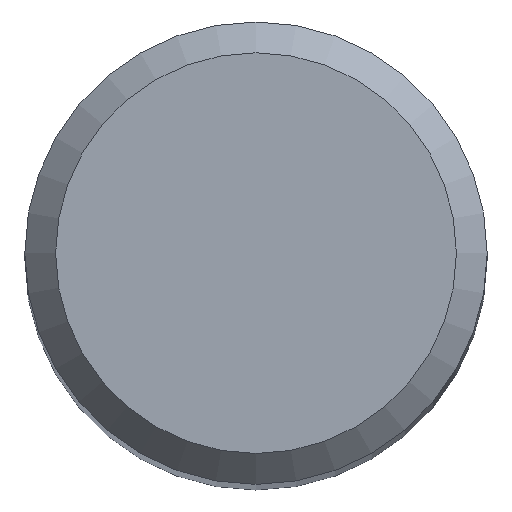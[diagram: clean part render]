
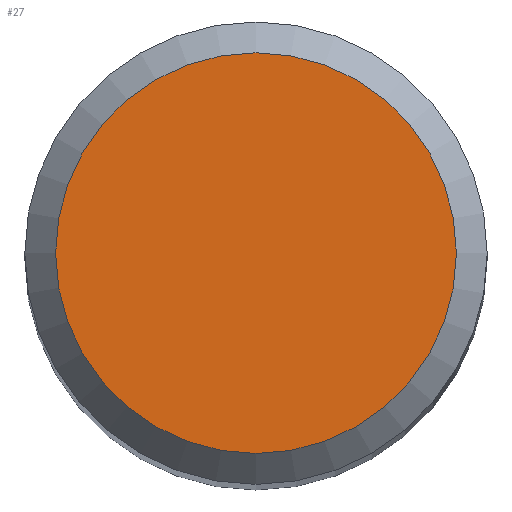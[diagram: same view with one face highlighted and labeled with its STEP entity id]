
A CAD part, top view. The second image highlights one B-rep face of the part: STEP entity #27.
In plain terms, the highlighted planar face has unit normal (0, 0, 1).
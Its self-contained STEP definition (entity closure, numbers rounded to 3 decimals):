
#27 = ADVANCED_FACE ( 'NONE', ( #52 ), #185, .F. ) ;
#52 = FACE_OUTER_BOUND ( 'NONE', #124, .T. ) ;
#61 = DIRECTION ( 'NONE',  ( 0., 1., 0. ) ) ;
#77 = VERTEX_POINT ( 'NONE', #201 ) ;
#89 = DIRECTION ( 'NONE',  ( 0., 0., -1. ) ) ;
#110 = CARTESIAN_POINT ( 'NONE',  ( 0., 0., 57. ) ) ;
#124 = EDGE_LOOP ( 'NONE', ( #144 ) ) ;
#130 = DIRECTION ( 'NONE',  ( 0., 1., 0. ) ) ;
#139 = AXIS2_PLACEMENT_3D ( 'NONE', #235, #172, #61 ) ;
#144 = ORIENTED_EDGE ( 'NONE', *, *, #199, .F. ) ;
#171 = AXIS2_PLACEMENT_3D ( 'NONE', #110, #89, #130 ) ;
#172 = DIRECTION ( 'NONE',  ( 0., 0., -1. ) ) ;
#185 = PLANE ( 'NONE',  #171 ) ;
#199 = EDGE_CURVE ( 'NONE', #77, #77, #226, .T. ) ;
#201 = CARTESIAN_POINT ( 'NONE',  ( 0., 2.6, 57. ) ) ;
#226 = CIRCLE ( 'NONE', #139, 2.6 ) ;
#235 = CARTESIAN_POINT ( 'NONE',  ( 0., 0., 57. ) ) ;
